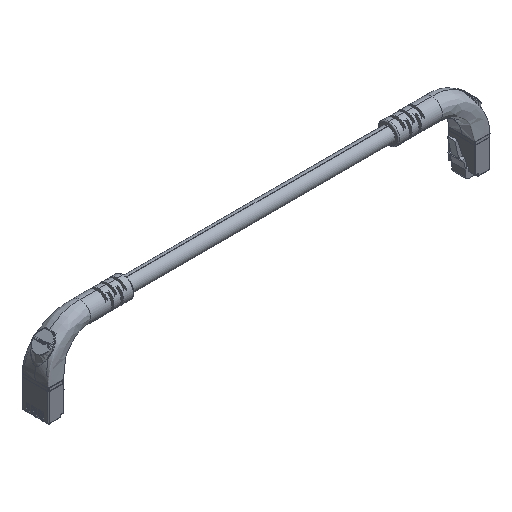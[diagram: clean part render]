
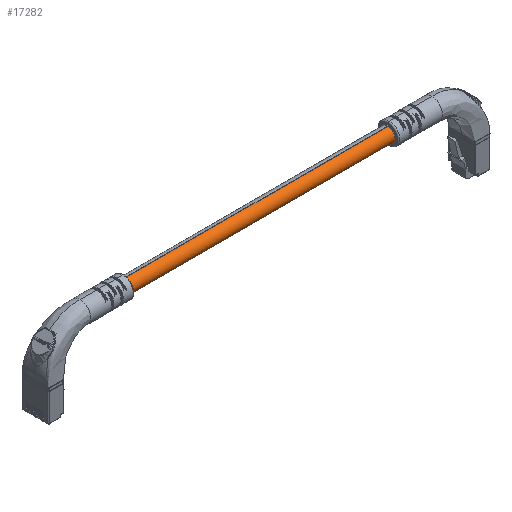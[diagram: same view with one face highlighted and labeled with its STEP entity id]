
A CAD part, isometric view. The second image highlights one B-rep face of the part: STEP entity #17282.
In plain terms, the highlighted cylindrical face has radius 3.048 mm (diameter 6.096 mm), a partial arc.
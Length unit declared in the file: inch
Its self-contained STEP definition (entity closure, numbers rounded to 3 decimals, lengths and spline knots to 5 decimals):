
#478 = EDGE_CURVE ( 'NONE', #8539, #8564, #816, .T. ) ;
#480 = EDGE_CURVE ( 'NONE', #8568, #8549, #821, .T. ) ;
#481 = EDGE_CURVE ( 'NONE', #8568, #8539, #819, .T. ) ;
#483 = EDGE_CURVE ( 'NONE', #8549, #8564, #825, .T. ) ;
#816 = LINE ( 'NONE', #10456, #820 ) ;
#819 = CIRCLE ( 'NONE', #1482, 0.12 ) ;
#820 = VECTOR ( 'NONE', #10454, 39.37008 ) ;
#821 = LINE ( 'NONE', #10460, #823 ) ;
#823 = VECTOR ( 'NONE', #10455, 39.37008 ) ;
#825 = CIRCLE ( 'NONE', #1484, 0.12 ) ;
#1482 = AXIS2_PLACEMENT_3D ( 'NONE', #10464, #10465, #10466 ) ;
#1484 = AXIS2_PLACEMENT_3D ( 'NONE', #10471, #10472, #10473 ) ;
#4793 = DIRECTION ( 'NONE',  ( 0., 0., 1. ) ) ;
#4798 = DIRECTION ( 'NONE',  ( -1., 0., 0. ) ) ;
#4800 = CARTESIAN_POINT ( 'NONE',  ( 3., 0., 0. ) ) ;
#7001 = EDGE_LOOP ( 'NONE', ( #13142, #13143, #13144, #13145 ) ) ;
#8539 = VERTEX_POINT ( 'NONE', #9619 ) ;
#8549 = VERTEX_POINT ( 'NONE', #9610 ) ;
#8564 = VERTEX_POINT ( 'NONE', #9630 ) ;
#8568 = VERTEX_POINT ( 'NONE', #9612 ) ;
#9610 = CARTESIAN_POINT ( 'NONE',  ( -3., 0., 0.12 ) ) ;
#9612 = CARTESIAN_POINT ( 'NONE',  ( 3., 0., 0.12 ) ) ;
#9619 = CARTESIAN_POINT ( 'NONE',  ( 3., 0., -0.12 ) ) ;
#9630 = CARTESIAN_POINT ( 'NONE',  ( -3., 0., -0.12 ) ) ;
#10454 = DIRECTION ( 'NONE',  ( -1., 0., 0. ) ) ;
#10455 = DIRECTION ( 'NONE',  ( -1., 0., 0. ) ) ;
#10456 = CARTESIAN_POINT ( 'NONE',  ( 3., 0., -0.12 ) ) ;
#10460 = CARTESIAN_POINT ( 'NONE',  ( 3., 0., 0.12 ) ) ;
#10464 = CARTESIAN_POINT ( 'NONE',  ( 3., 0., 0. ) ) ;
#10465 = DIRECTION ( 'NONE',  ( 1., 0., 0. ) ) ;
#10466 = DIRECTION ( 'NONE',  ( 0., 0., -1. ) ) ;
#10471 = CARTESIAN_POINT ( 'NONE',  ( -3., 0., 0. ) ) ;
#10472 = DIRECTION ( 'NONE',  ( 1., 0., 0. ) ) ;
#10473 = DIRECTION ( 'NONE',  ( 0., 0., -1. ) ) ;
#12009 = FACE_OUTER_BOUND ( 'NONE', #7001, .T. ) ;
#12013 = CYLINDRICAL_SURFACE ( 'NONE', #12461, 0.12 ) ;
#12461 = AXIS2_PLACEMENT_3D ( 'NONE', #4800, #4798, #4793 ) ;
#13142 = ORIENTED_EDGE ( 'NONE', *, *, #478, .F. ) ;
#13143 = ORIENTED_EDGE ( 'NONE', *, *, #481, .F. ) ;
#13144 = ORIENTED_EDGE ( 'NONE', *, *, #480, .T. ) ;
#13145 = ORIENTED_EDGE ( 'NONE', *, *, #483, .T. ) ;
#17282 = ADVANCED_FACE ( 'NONE', ( #12009 ), #12013, .T. ) ;
